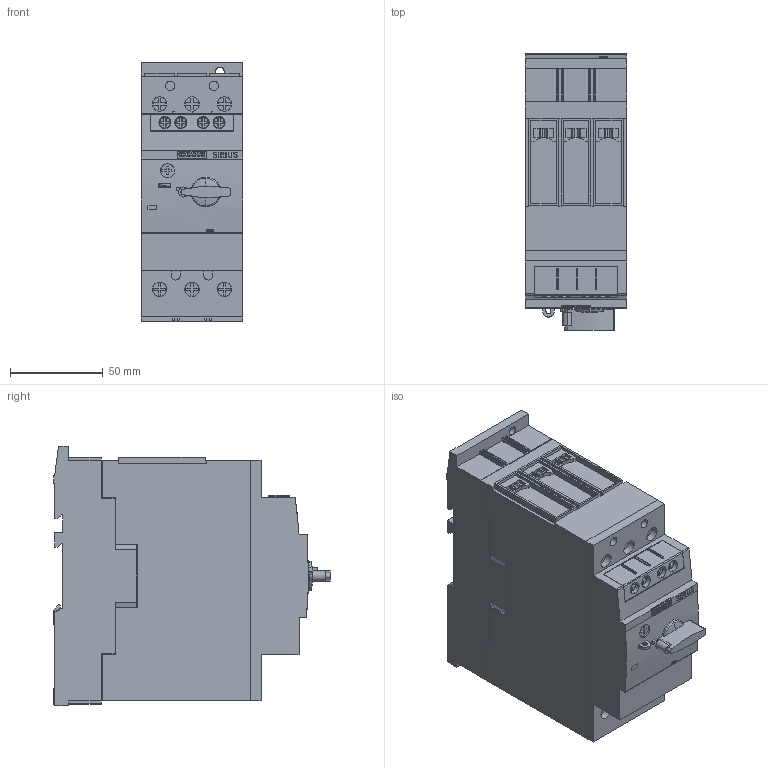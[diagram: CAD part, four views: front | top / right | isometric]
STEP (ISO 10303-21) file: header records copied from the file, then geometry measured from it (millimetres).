
FILE_DESCRIPTION(('no description'),'unknown implementation level');
FILE_NAME('3RV2031-4HA15_3D_v.stp',' ',('SIEMENS A&D'),('CADClick - KiM GmbH - www.kimweb.de'),'unknown preprocess','ACIS','unknown authorization');
FILE_SCHEMA(('automotive_design'));
Length unit declared in the file: millimetre
Products named in the file (1): 1
Bounding box: 54.8 x 149.3 x 140 mm (x, y, z)
Volume: 882492.8 mm3; surface area: 76903.5 mm2
Topology: 1 solids, 7 shells, 1083 faces, 2988 edges, 1960 vertices
Faces by surface type: plane 808, cylinder 207, cone 40, torus 24, sphere 4
Entity records: 69442 total; most frequent: CARTESIAN_POINT 7910, STYLED_ITEM 6028, PRESENTATION_STYLE_ASSIGNMENT 6028, COLOUR_RGB 6028, ORIENTED_EDGE 5968, DIRECTION 5746, EDGE_CURVE 2984, CURVE_STYLE 2984
